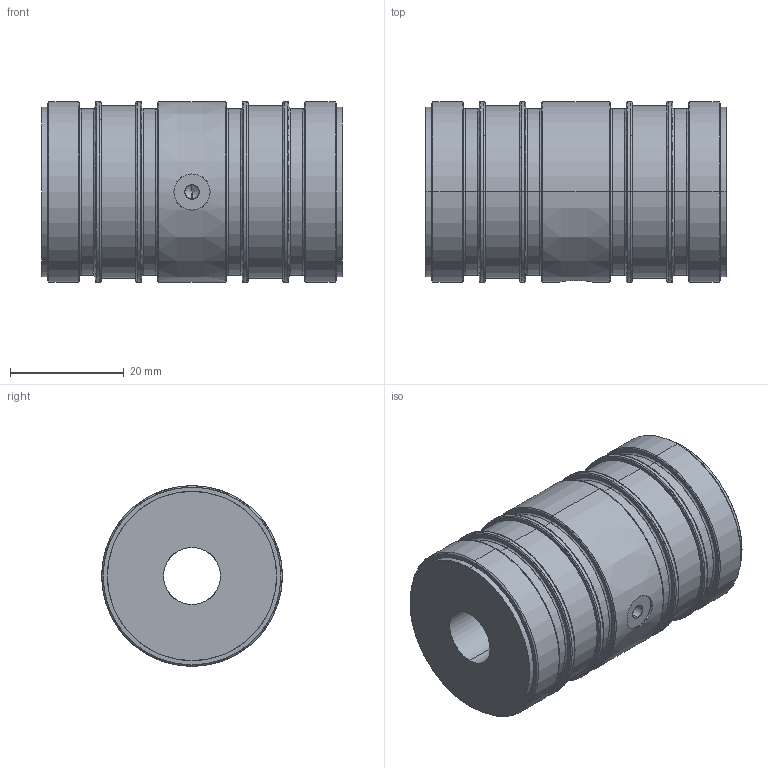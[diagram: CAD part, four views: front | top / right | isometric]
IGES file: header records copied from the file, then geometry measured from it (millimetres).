
Start section: SolidWorks IGES file using analytic representation for surfaces
Global section: file name: oavtb32i10.IGS; native system: SolidWorks 2021; preprocessor: SolidWorks 2021; author: 16097; date: 231121.100253; units: millimetre
Bounding box: 52.8 x 31.75 x 31.75 mm (x, y, z)
Surface area: 9233.4 mm2 (no closed solid volume)
Topology: 0 solids, 0 shells, 99 faces, 2438 edges, 2436 vertices
Faces by surface type: bspline 57, revolution 42
